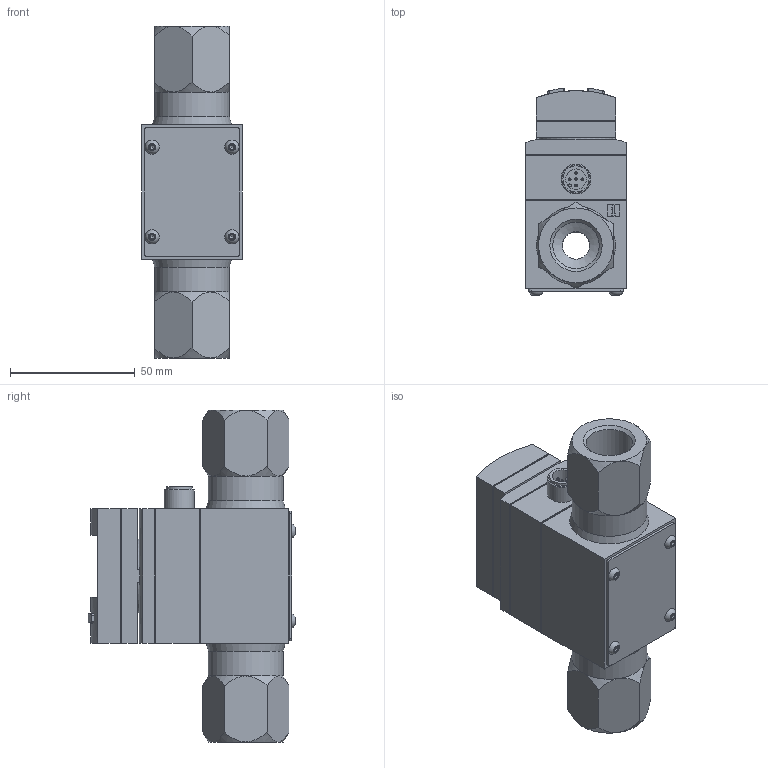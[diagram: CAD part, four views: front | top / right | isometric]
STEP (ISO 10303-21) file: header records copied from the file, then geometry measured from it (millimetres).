
FILE_DESCRIPTION(/* description */ ('STEP AP214'),/* implementation_level */ '2;1');
FILE_NAME(/* name */ '8036872_SFAW-32T-TG12-E-PNLK-PNVBA-M12',/* time_stamp */ '2024-09-15T01:42:04+02:00',/* author */ ('License CC BY-ND 4.0'),/* organization */ ('CADENAS'),/* preprocessor_version */ 'ST-DEVELOPER v19.3',/* originating_system */ 'PARTsolutions',/* authorisation */ ' ');
FILE_SCHEMA (('AUTOMOTIVE_DESIGN {1 0 10303 214 3 1 1}'));
Length unit declared in the file: millimetre
Products named in the file (7): 8036872 SFAW-32T-TG12-E-PNLK-PNVBA-M12; 8022000 SFAW---(32); 1648048 SFAW-32U-G12_a; 8036907 SASF-FW-S-E; 8036908 SAMH-FW-SB; 5404420 SFAW (p); ISO7380-M3x8
Assembly tree (12 placements, depth 2):
  8036872 SFAW-32T-TG12-E-PNLK-PNVBA-M12
    8022000 SFAW---(32)
    1648048 SFAW-32U-G12_a  x2
    8036907 SASF-FW-S-E  x2
    8036908 SAMH-FW-SB  x2
    5404420 SFAW (p)
    ISO7380-M3x8  x4
Bounding box: 40.3 x 83.23 x 133.2 mm (x, y, z)
Volume: 198374.2 mm3; surface area: 53830 mm2
Topology: 12 solids, 12 shells, 460 faces, 1061 edges, 672 vertices
Faces by surface type: plane 266, cylinder 101, cone 78, torus 11, sphere 4
Full cylindrical faces by diameter (mm): 1 x5, 2.459 x4, 3 x4, 3.3 x4, 3.671 x1, 4.2 x1, 8.3 x1, 10.5 x1, 11 x3, 12 x1, 18.631 x2, 22.2 x2, 23 x2, 25.9 x4, 26.1 x2, 27.15 x4, 30 x2
Entity records: 11148 total; most frequent: CARTESIAN_POINT 1808, DIRECTION 1559, ORIENTED_EDGE 1454, EDGE_CURVE 727, AXIS2_PLACEMENT_3D 548, VERTEX_POINT 508, LINE 463, VECTOR 463
